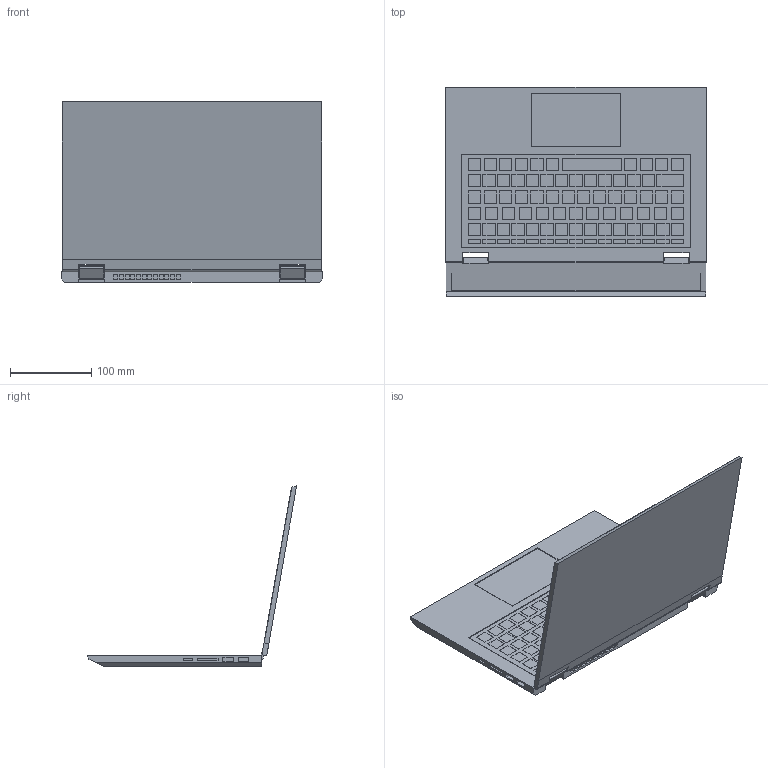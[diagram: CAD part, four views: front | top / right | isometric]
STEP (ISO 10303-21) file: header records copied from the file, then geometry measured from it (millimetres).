
FILE_DESCRIPTION(/* description */ (''),/* implementation_level */ '2;1');
FILE_NAME(/* name */ 'LENOVO ideapad flex 550i.step',/* time_stamp */ '2025-12-23T23:22:13+09:00',/* author */ (''),/* organization */ (''),/* preprocessor_version */ 'ST-DEVELOPER v20.1',/* originating_system */ 'Autodesk Translation Framework v14.21.0.0',/* authorisation */ '');
FILE_SCHEMA (('AUTOMOTIVE_DESIGN { 1 0 10303 214 3 1 1 }'));
Length unit declared in the file: millimetre
Products named in the file (3): LENOVO ideapad flex 550i; コンポーネント1; コンポーネント2
Assembly tree (2 placements, depth 2):
  LENOVO ideapad flex 550i
    コンポーネント1
    コンポーネント2
Bounding box: 321 x 257.92 x 222.29 mm (x, y, z)
Volume: 1206177.3 mm3; surface area: 459319.5 mm2
Topology: 88 solids, 88 shells, 665 faces, 1401 edges, 934 vertices
Faces by surface type: plane 648, cylinder 17
Full cylindrical faces by diameter (mm): 3.5 x1, 4 x1
Entity records: 17449 total; most frequent: CARTESIAN_POINT 3005, ORIENTED_EDGE 2802, DIRECTION 2775, EDGE_CURVE 1401, LINE 1367, VECTOR 1367, VERTEX_POINT 934, AXIS2_PLACEMENT_3D 704
